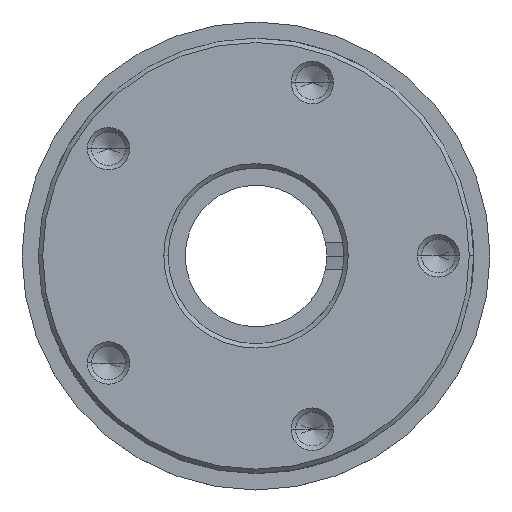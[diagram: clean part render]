
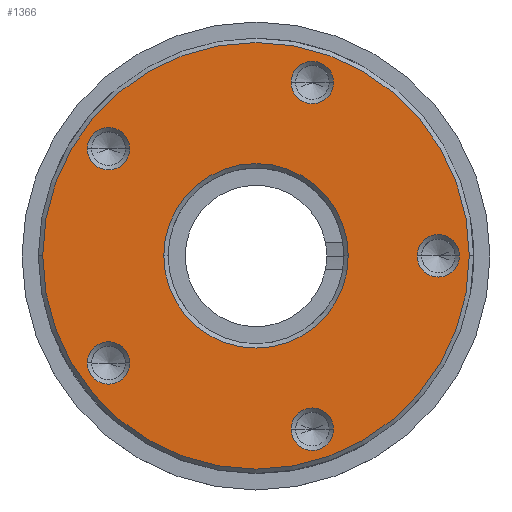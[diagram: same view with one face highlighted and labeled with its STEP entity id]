
A CAD part, top view. The second image highlights one B-rep face of the part: STEP entity #1366.
In plain terms, the highlighted planar face has unit normal (0, 0, 1).
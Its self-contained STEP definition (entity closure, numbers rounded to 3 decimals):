
#36 = ORIENTED_EDGE ( 'NONE', *, *, #1964, .T. ) ;
#40 = CARTESIAN_POINT ( 'NONE',  ( -13.551, -9.845, 8.5 ) ) ;
#42 = ORIENTED_EDGE ( 'NONE', *, *, #2762, .T. ) ;
#50 = CARTESIAN_POINT ( 'NONE',  ( 16.75, 0., 8.5 ) ) ;
#68 = CARTESIAN_POINT ( 'NONE',  ( 8.475, 0., 8.5 ) ) ;
#80 = CIRCLE ( 'NONE', #1263, 1.95 ) ;
#85 = DIRECTION ( 'NONE',  ( 1., 0., 0. ) ) ;
#118 = DIRECTION ( 'NONE',  ( 1., 0., 0. ) ) ;
#180 = CARTESIAN_POINT ( 'NONE',  ( -11.601, 9.845, 8.5 ) ) ;
#240 = DIRECTION ( 'NONE',  ( 0., 0., -1. ) ) ;
#318 = DIRECTION ( 'NONE',  ( 1., 0., 0. ) ) ;
#329 = VERTEX_POINT ( 'NONE', #631 ) ;
#376 = DIRECTION ( 'NONE',  ( 0., 0., -1. ) ) ;
#447 = AXIS2_PLACEMENT_3D ( 'NONE', #540, #1391, #1653 ) ;
#465 = CIRCLE ( 'NONE', #1962, 1.95 ) ;
#491 = DIRECTION ( 'NONE',  ( 0., 0., -1. ) ) ;
#508 = DIRECTION ( 'NONE',  ( 0., 0., 1. ) ) ;
#537 = CARTESIAN_POINT ( 'NONE',  ( 0., 0., 8.5 ) ) ;
#540 = CARTESIAN_POINT ( 'NONE',  ( 0., 0., 8.5 ) ) ;
#555 = DIRECTION ( 'NONE',  ( 1., 0., 0. ) ) ;
#565 = FACE_OUTER_BOUND ( 'NONE', #733, .T. ) ;
#574 = VERTEX_POINT ( 'NONE', #1091 ) ;
#584 = EDGE_LOOP ( 'NONE', ( #1507, #3473 ) ) ;
#586 = ORIENTED_EDGE ( 'NONE', *, *, #1448, .T. ) ;
#591 = CIRCLE ( 'NONE', #1497, 1.95 ) ;
#621 = EDGE_CURVE ( 'NONE', #1477, #683, #952, .T. ) ;
#631 = CARTESIAN_POINT ( 'NONE',  ( 7.126, 15.93, 8.5 ) ) ;
#651 = VERTEX_POINT ( 'NONE', #1203 ) ;
#677 = CIRCLE ( 'NONE', #1090, 1.95 ) ;
#683 = VERTEX_POINT ( 'NONE', #2496 ) ;
#727 = CARTESIAN_POINT ( 'NONE',  ( 0., 0., 8.5 ) ) ;
#733 = EDGE_LOOP ( 'NONE', ( #2860, #2834 ) ) ;
#760 = EDGE_LOOP ( 'NONE', ( #1753, #2276 ) ) ;
#772 = FACE_BOUND ( 'NONE', #760, .T. ) ;
#778 = DIRECTION ( 'NONE',  ( 1., 0., 0. ) ) ;
#790 = DIRECTION ( 'NONE',  ( 1., 0., 0. ) ) ;
#793 = EDGE_CURVE ( 'NONE', #683, #1477, #3079, .T. ) ;
#805 = VERTEX_POINT ( 'NONE', #1807 ) ;
#809 = VERTEX_POINT ( 'NONE', #180 ) ;
#811 = CARTESIAN_POINT ( 'NONE',  ( 16.75, 0., 8.5 ) ) ;
#849 = CARTESIAN_POINT ( 'NONE',  ( 3.226, 15.93, 8.5 ) ) ;
#898 = CARTESIAN_POINT ( 'NONE',  ( -13.551, 9.845, 8.5 ) ) ;
#902 = DIRECTION ( 'NONE',  ( 1., 0., 0. ) ) ;
#909 = AXIS2_PLACEMENT_3D ( 'NONE', #537, #1942, #3026 ) ;
#952 = CIRCLE ( 'NONE', #447, 8.475 ) ;
#954 = CIRCLE ( 'NONE', #3419, 1.95 ) ;
#977 = EDGE_CURVE ( 'NONE', #2052, #2040, #954, .T. ) ;
#1058 = EDGE_LOOP ( 'NONE', ( #3001, #42 ) ) ;
#1062 = ORIENTED_EDGE ( 'NONE', *, *, #2498, .T. ) ;
#1067 = FACE_BOUND ( 'NONE', #584, .T. ) ;
#1073 = CARTESIAN_POINT ( 'NONE',  ( 3.226, -15.93, 8.5 ) ) ;
#1090 = AXIS2_PLACEMENT_3D ( 'NONE', #50, #376, #85 ) ;
#1091 = CARTESIAN_POINT ( 'NONE',  ( -11.601, -9.845, 8.5 ) ) ;
#1104 = CARTESIAN_POINT ( 'NONE',  ( 5.176, -15.93, 8.5 ) ) ;
#1203 = CARTESIAN_POINT ( 'NONE',  ( 14.8, 0., 8.5 ) ) ;
#1212 = VERTEX_POINT ( 'NONE', #2884 ) ;
#1230 = CARTESIAN_POINT ( 'NONE',  ( 5.176, 15.93, 8.5 ) ) ;
#1258 = DIRECTION ( 'NONE',  ( 0., 0., -1. ) ) ;
#1263 = AXIS2_PLACEMENT_3D ( 'NONE', #40, #1399, #318 ) ;
#1307 = EDGE_LOOP ( 'NONE', ( #586, #1062 ) ) ;
#1321 = EDGE_CURVE ( 'NONE', #651, #1212, #2057, .T. ) ;
#1366 = ADVANCED_FACE ( 'NONE', ( #565, #772, #3235, #1067, #1662, #2387, #1883 ), #2961, .T. ) ;
#1391 = DIRECTION ( 'NONE',  ( 0., 0., -1. ) ) ;
#1399 = DIRECTION ( 'NONE',  ( 0., 0., -1. ) ) ;
#1411 = DIRECTION ( 'NONE',  ( 0., 0., -1. ) ) ;
#1432 = CIRCLE ( 'NONE', #3096, 1.95 ) ;
#1448 = EDGE_CURVE ( 'NONE', #574, #1464, #1474, .T. ) ;
#1464 = VERTEX_POINT ( 'NONE', #2822 ) ;
#1474 = CIRCLE ( 'NONE', #3271, 1.95 ) ;
#1477 = VERTEX_POINT ( 'NONE', #68 ) ;
#1487 = EDGE_CURVE ( 'NONE', #1212, #651, #677, .T. ) ;
#1497 = AXIS2_PLACEMENT_3D ( 'NONE', #1747, #2558, #118 ) ;
#1507 = ORIENTED_EDGE ( 'NONE', *, *, #1933, .T. ) ;
#1528 = CARTESIAN_POINT ( 'NONE',  ( 5.176, 15.93, 8.5 ) ) ;
#1531 = AXIS2_PLACEMENT_3D ( 'NONE', #2888, #2107, #2927 ) ;
#1536 = AXIS2_PLACEMENT_3D ( 'NONE', #811, #491, #2202 ) ;
#1547 = CIRCLE ( 'NONE', #909, 19.6 ) ;
#1556 = VERTEX_POINT ( 'NONE', #2553 ) ;
#1613 = EDGE_CURVE ( 'NONE', #1556, #805, #2793, .T. ) ;
#1653 = DIRECTION ( 'NONE',  ( 1., 0., 0. ) ) ;
#1662 = FACE_BOUND ( 'NONE', #1836, .T. ) ;
#1704 = ORIENTED_EDGE ( 'NONE', *, *, #2993, .T. ) ;
#1747 = CARTESIAN_POINT ( 'NONE',  ( 5.176, -15.93, 8.5 ) ) ;
#1753 = ORIENTED_EDGE ( 'NONE', *, *, #621, .T. ) ;
#1784 = ORIENTED_EDGE ( 'NONE', *, *, #1321, .T. ) ;
#1807 = CARTESIAN_POINT ( 'NONE',  ( 19.6, 0., 8.5 ) ) ;
#1836 = EDGE_LOOP ( 'NONE', ( #3151, #1784 ) ) ;
#1870 = CARTESIAN_POINT ( 'NONE',  ( -13.551, 9.845, 8.5 ) ) ;
#1883 = FACE_BOUND ( 'NONE', #1307, .T. ) ;
#1907 = DIRECTION ( 'NONE',  ( 0., 0., -1. ) ) ;
#1933 = EDGE_CURVE ( 'NONE', #329, #2103, #465, .T. ) ;
#1942 = DIRECTION ( 'NONE',  ( 0., 0., 1. ) ) ;
#1962 = AXIS2_PLACEMENT_3D ( 'NONE', #1528, #1258, #778 ) ;
#1964 = EDGE_CURVE ( 'NONE', #809, #2275, #1432, .T. ) ;
#2040 = VERTEX_POINT ( 'NONE', #1073 ) ;
#2052 = VERTEX_POINT ( 'NONE', #2468 ) ;
#2057 = CIRCLE ( 'NONE', #1536, 1.95 ) ;
#2080 = EDGE_CURVE ( 'NONE', #805, #1556, #1547, .T. ) ;
#2081 = DIRECTION ( 'NONE',  ( 1., 0., 0. ) ) ;
#2084 = DIRECTION ( 'NONE',  ( 0., 0., -1. ) ) ;
#2103 = VERTEX_POINT ( 'NONE', #849 ) ;
#2107 = DIRECTION ( 'NONE',  ( 0., 0., -1. ) ) ;
#2202 = DIRECTION ( 'NONE',  ( 1., 0., 0. ) ) ;
#2275 = VERTEX_POINT ( 'NONE', #2315 ) ;
#2276 = ORIENTED_EDGE ( 'NONE', *, *, #793, .T. ) ;
#2310 = DIRECTION ( 'NONE',  ( 1., 0., 0. ) ) ;
#2315 = CARTESIAN_POINT ( 'NONE',  ( -15.501, 9.845, 8.5 ) ) ;
#2387 = FACE_BOUND ( 'NONE', #1058, .T. ) ;
#2403 = AXIS2_PLACEMENT_3D ( 'NONE', #727, #3152, #2081 ) ;
#2427 = CIRCLE ( 'NONE', #3446, 1.95 ) ;
#2468 = CARTESIAN_POINT ( 'NONE',  ( 7.126, -15.93, 8.5 ) ) ;
#2496 = CARTESIAN_POINT ( 'NONE',  ( -8.475, 0., 8.5 ) ) ;
#2498 = EDGE_CURVE ( 'NONE', #1464, #574, #80, .T. ) ;
#2553 = CARTESIAN_POINT ( 'NONE',  ( -19.6, 0., 8.5 ) ) ;
#2558 = DIRECTION ( 'NONE',  ( 0., 0., -1. ) ) ;
#2570 = DIRECTION ( 'NONE',  ( 1., 0., 0. ) ) ;
#2722 = EDGE_CURVE ( 'NONE', #2103, #329, #2995, .T. ) ;
#2730 = EDGE_LOOP ( 'NONE', ( #36, #1704 ) ) ;
#2762 = EDGE_CURVE ( 'NONE', #2040, #2052, #591, .T. ) ;
#2793 = CIRCLE ( 'NONE', #2403, 19.6 ) ;
#2822 = CARTESIAN_POINT ( 'NONE',  ( -15.501, -9.845, 8.5 ) ) ;
#2833 = DIRECTION ( 'NONE',  ( 0., 0., -1. ) ) ;
#2834 = ORIENTED_EDGE ( 'NONE', *, *, #2080, .T. ) ;
#2860 = ORIENTED_EDGE ( 'NONE', *, *, #1613, .T. ) ;
#2870 = AXIS2_PLACEMENT_3D ( 'NONE', #1230, #2084, #2310 ) ;
#2884 = CARTESIAN_POINT ( 'NONE',  ( 18.7, 0., 8.5 ) ) ;
#2888 = CARTESIAN_POINT ( 'NONE',  ( 0., 0., 8.5 ) ) ;
#2927 = DIRECTION ( 'NONE',  ( 1., 0., 0. ) ) ;
#2961 = PLANE ( 'NONE',  #3142 ) ;
#2993 = EDGE_CURVE ( 'NONE', #2275, #809, #2427, .T. ) ;
#2995 = CIRCLE ( 'NONE', #2870, 1.95 ) ;
#3001 = ORIENTED_EDGE ( 'NONE', *, *, #977, .T. ) ;
#3015 = DIRECTION ( 'NONE',  ( 1., 0., 0. ) ) ;
#3026 = DIRECTION ( 'NONE',  ( 1., 0., 0. ) ) ;
#3079 = CIRCLE ( 'NONE', #1531, 8.475 ) ;
#3096 = AXIS2_PLACEMENT_3D ( 'NONE', #1870, #240, #3015 ) ;
#3142 = AXIS2_PLACEMENT_3D ( 'NONE', #3524, #508, #790 ) ;
#3151 = ORIENTED_EDGE ( 'NONE', *, *, #1487, .T. ) ;
#3152 = DIRECTION ( 'NONE',  ( 0., 0., 1. ) ) ;
#3235 = FACE_BOUND ( 'NONE', #2730, .T. ) ;
#3271 = AXIS2_PLACEMENT_3D ( 'NONE', #3361, #1411, #902 ) ;
#3361 = CARTESIAN_POINT ( 'NONE',  ( -13.551, -9.845, 8.5 ) ) ;
#3419 = AXIS2_PLACEMENT_3D ( 'NONE', #1104, #1907, #555 ) ;
#3446 = AXIS2_PLACEMENT_3D ( 'NONE', #898, #2833, #2570 ) ;
#3473 = ORIENTED_EDGE ( 'NONE', *, *, #2722, .T. ) ;
#3524 = CARTESIAN_POINT ( 'NONE',  ( 0., 0., 8.5 ) ) ;
